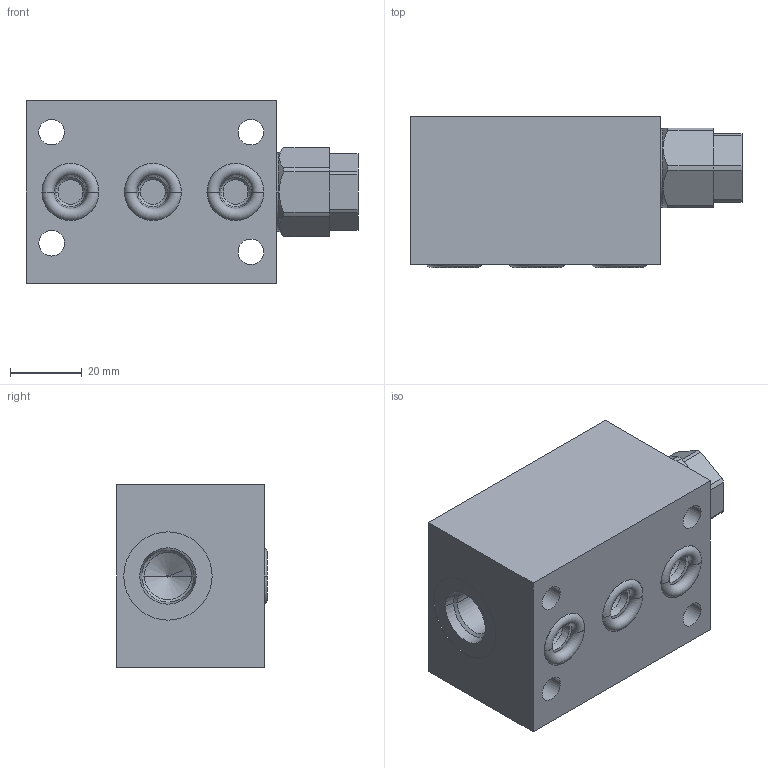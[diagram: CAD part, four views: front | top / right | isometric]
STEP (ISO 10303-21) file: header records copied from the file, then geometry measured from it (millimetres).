
FILE_DESCRIPTION((''),'2;1');
FILE_NAME('ILC70331113','2014-04-22T',('ACDC'),(''),'PRO/ENGINEER BY PARAMETRIC TECHNOLOGY CORPORATION, 2013320','PRO/ENGINEER BY PARAMETRIC TECHNOLOGY CORPORATION, 2013320','');
FILE_SCHEMA(('AUTOMOTIVE_DESIGN { 1 0 10303 214 1 1 1 1 }'));
Length unit declared in the file: inch
Products named in the file (1): ILC70331113
Bounding box: 92.56 x 42.07 x 50.8 mm (x, y, z)
Volume: 137827.4 mm3; surface area: 26478.8 mm2
Topology: 1 solids, 4 shells, 141 faces, 318 edges, 193 vertices
Faces by surface type: cylinder 58, plane 35, cone 34, torus 14
Entity records: 4310 total; most frequent: DIRECTION 756, CARTESIAN_POINT 715, ORIENTED_EDGE 624, EDGE_CURVE 312, AXIS2_PLACEMENT_3D 311, VERTEX_POINT 193, CIRCLE 170, EDGE_LOOP 169
